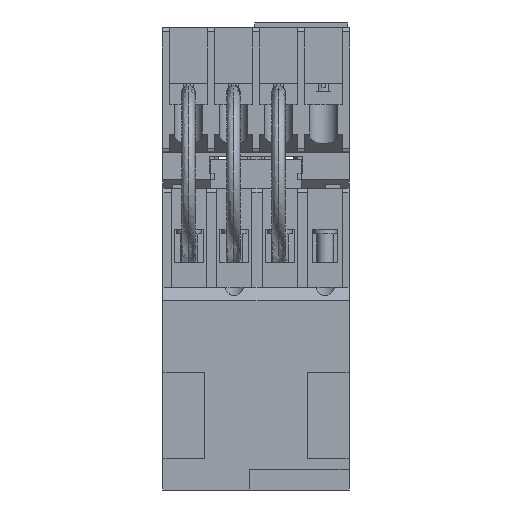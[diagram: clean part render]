
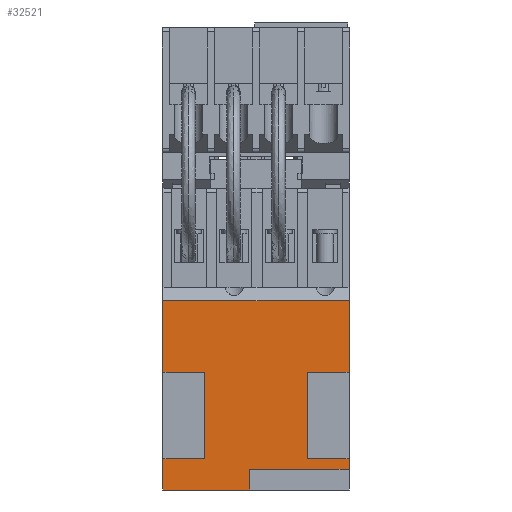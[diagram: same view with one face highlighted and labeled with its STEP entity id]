
A CAD part, front view. The second image highlights one B-rep face of the part: STEP entity #32521.
In plain terms, the highlighted face is planar.
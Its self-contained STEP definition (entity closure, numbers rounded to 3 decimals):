
#486 = ORIENTED_EDGE ( 'NONE', *, *, #17978, .F. ) ;
#507 = ORIENTED_EDGE ( 'NONE', *, *, #14787, .T. ) ;
#557 = EDGE_CURVE ( 'NONE', #13922, #13567, #19462, .T. ) ;
#571 = VERTEX_POINT ( 'NONE', #37742 ) ;
#1437 = LINE ( 'NONE', #26234, #30441 ) ;
#1505 = CARTESIAN_POINT ( 'NONE',  ( 1.5, 34., -13. ) ) ;
#1559 = DIRECTION ( 'NONE',  ( 0., 0., 1. ) ) ;
#1643 = VERTEX_POINT ( 'NONE', #3459 ) ;
#1972 = LINE ( 'NONE', #26020, #14135 ) ;
#2287 = LINE ( 'NONE', #25692, #25202 ) ;
#3050 = VECTOR ( 'NONE', #12914, 1000. ) ;
#3242 = ORIENTED_EDGE ( 'NONE', *, *, #17582, .T. ) ;
#3459 = CARTESIAN_POINT ( 'NONE',  ( -22.5, 34., 5. ) ) ;
#3696 = LINE ( 'NONE', #6035, #26148 ) ;
#4331 = ORIENTED_EDGE ( 'NONE', *, *, #35479, .F. ) ;
#4602 = CARTESIAN_POINT ( 'NONE',  ( -22.5, 34., 7.5 ) ) ;
#5203 = LINE ( 'NONE', #35493, #9892 ) ;
#5242 = CARTESIAN_POINT ( 'NONE',  ( 22.5, 34., 80. ) ) ;
#5481 = CARTESIAN_POINT ( 'NONE',  ( 1.5, 34., -13. ) ) ;
#5665 = ORIENTED_EDGE ( 'NONE', *, *, #17288, .F. ) ;
#5680 = ORIENTED_EDGE ( 'NONE', *, *, #35786, .T. ) ;
#6035 = CARTESIAN_POINT ( 'NONE',  ( 0., 34., 0. ) ) ;
#7029 = CARTESIAN_POINT ( 'NONE',  ( -12.5, 34., 28.5 ) ) ;
#7497 = VERTEX_POINT ( 'NONE', #21292 ) ;
#7574 = DIRECTION ( 'NONE',  ( 1., 0., 0. ) ) ;
#7746 = EDGE_CURVE ( 'NONE', #1643, #38300, #13099, .T. ) ;
#7790 = DIRECTION ( 'NONE',  ( 0., 0., 1. ) ) ;
#7900 = CARTESIAN_POINT ( 'NONE',  ( -1.5, 34., 5. ) ) ;
#7975 = VERTEX_POINT ( 'NONE', #26516 ) ;
#8100 = DIRECTION ( 'NONE',  ( 0., -1., 0. ) ) ;
#8126 = CARTESIAN_POINT ( 'NONE',  ( -12.5, 34., 7.5 ) ) ;
#8188 = VERTEX_POINT ( 'NONE', #7029 ) ;
#8459 = EDGE_CURVE ( 'NONE', #24058, #34130, #2287, .T. ) ;
#8469 = VERTEX_POINT ( 'NONE', #16901 ) ;
#8815 = VERTEX_POINT ( 'NONE', #31417 ) ;
#9002 = LINE ( 'NONE', #25720, #21102 ) ;
#9799 = CARTESIAN_POINT ( 'NONE',  ( 1.5, 34., 5. ) ) ;
#9892 = VECTOR ( 'NONE', #38510, 1000. ) ;
#10039 = VERTEX_POINT ( 'NONE', #7900 ) ;
#10585 = CARTESIAN_POINT ( 'NONE',  ( -22.5, 34., 45.75 ) ) ;
#10949 = CARTESIAN_POINT ( 'NONE',  ( -12.5, 34., -13. ) ) ;
#10991 = LINE ( 'NONE', #16281, #3050 ) ;
#11133 = EDGE_CURVE ( 'NONE', #24010, #38300, #10991, .T. ) ;
#11169 = LINE ( 'NONE', #25734, #19078 ) ;
#11253 = CARTESIAN_POINT ( 'NONE',  ( -22.5, 34., 28.5 ) ) ;
#11403 = ORIENTED_EDGE ( 'NONE', *, *, #8459, .T. ) ;
#11522 = DIRECTION ( 'NONE',  ( 0., 0., 1. ) ) ;
#12914 = DIRECTION ( 'NONE',  ( -1., 0., 0. ) ) ;
#13099 = LINE ( 'NONE', #18797, #34590 ) ;
#13272 = AXIS2_PLACEMENT_3D ( 'NONE', #5481, #8100, #20207 ) ;
#13475 = EDGE_CURVE ( 'NONE', #10039, #16490, #36020, .T. ) ;
#13548 = ORIENTED_EDGE ( 'NONE', *, *, #29513, .T. ) ;
#13567 = VERTEX_POINT ( 'NONE', #24134 ) ;
#13922 = VERTEX_POINT ( 'NONE', #29066 ) ;
#14135 = VECTOR ( 'NONE', #21533, 1000. ) ;
#14643 = DIRECTION ( 'NONE',  ( -1., 0., 0. ) ) ;
#14787 = EDGE_CURVE ( 'NONE', #8469, #16490, #27490, .T. ) ;
#15162 = FACE_OUTER_BOUND ( 'NONE', #26481, .T. ) ;
#15904 = VECTOR ( 'NONE', #26630, 1000. ) ;
#16278 = CARTESIAN_POINT ( 'NONE',  ( 1.5, 34., 7.5 ) ) ;
#16281 = CARTESIAN_POINT ( 'NONE',  ( -12.5, 34., 7.5 ) ) ;
#16379 = ORIENTED_EDGE ( 'NONE', *, *, #27500, .T. ) ;
#16490 = VERTEX_POINT ( 'NONE', #9799 ) ;
#16901 = CARTESIAN_POINT ( 'NONE',  ( 1.5, 34., 0. ) ) ;
#17062 = VECTOR ( 'NONE', #31459, 1000. ) ;
#17288 = EDGE_CURVE ( 'NONE', #8815, #7497, #1972, .T. ) ;
#17582 = EDGE_CURVE ( 'NONE', #34130, #571, #9002, .T. ) ;
#17978 = EDGE_CURVE ( 'NONE', #7975, #8815, #1437, .T. ) ;
#18797 = CARTESIAN_POINT ( 'NONE',  ( -22.5, 34., -13. ) ) ;
#18926 = LINE ( 'NONE', #16278, #17062 ) ;
#19078 = VECTOR ( 'NONE', #22830, 1000. ) ;
#19462 = LINE ( 'NONE', #5242, #28382 ) ;
#19998 = VECTOR ( 'NONE', #22134, 1000. ) ;
#20192 = DIRECTION ( 'NONE',  ( 0., 0., 1. ) ) ;
#20207 = DIRECTION ( 'NONE',  ( 0., 0., -1. ) ) ;
#21031 = ORIENTED_EDGE ( 'NONE', *, *, #7746, .T. ) ;
#21102 = VECTOR ( 'NONE', #7574, 1000. ) ;
#21292 = CARTESIAN_POINT ( 'NONE',  ( 22.5, 34., 28.5 ) ) ;
#21533 = DIRECTION ( 'NONE',  ( 1., 0., 0. ) ) ;
#22134 = DIRECTION ( 'NONE',  ( 0., 0., 1. ) ) ;
#22830 = DIRECTION ( 'NONE',  ( -1., 0., 0. ) ) ;
#23421 = LINE ( 'NONE', #10949, #34171 ) ;
#24010 = VERTEX_POINT ( 'NONE', #8126 ) ;
#24058 = VERTEX_POINT ( 'NONE', #11253 ) ;
#24134 = CARTESIAN_POINT ( 'NONE',  ( 22.5, 34., 7.5 ) ) ;
#25202 = VECTOR ( 'NONE', #7790, 1000. ) ;
#25692 = CARTESIAN_POINT ( 'NONE',  ( -22.5, 34., -13. ) ) ;
#25720 = CARTESIAN_POINT ( 'NONE',  ( 1.5, 34., 45.75 ) ) ;
#25734 = CARTESIAN_POINT ( 'NONE',  ( 1.5, 34., 28.5 ) ) ;
#26020 = CARTESIAN_POINT ( 'NONE',  ( 12.5, 34., 28.5 ) ) ;
#26023 = EDGE_CURVE ( 'NONE', #8188, #24010, #23421, .T. ) ;
#26148 = VECTOR ( 'NONE', #14643, 1000. ) ;
#26234 = CARTESIAN_POINT ( 'NONE',  ( 12.5, 34., 0. ) ) ;
#26481 = EDGE_LOOP ( 'NONE', ( #11403, #3242, #33105, #5665, #486, #13548, #29740, #5680, #507, #36118, #4331, #21031, #29984, #29855, #16379 ) ) ;
#26516 = CARTESIAN_POINT ( 'NONE',  ( 12.5, 34., 7.5 ) ) ;
#26598 = VECTOR ( 'NONE', #28243, 1000. ) ;
#26630 = DIRECTION ( 'NONE',  ( 1., 0., 0. ) ) ;
#27490 = LINE ( 'NONE', #1505, #19998 ) ;
#27500 = EDGE_CURVE ( 'NONE', #8188, #24058, #11169, .T. ) ;
#28243 = DIRECTION ( 'NONE',  ( 1., 0., 0. ) ) ;
#28382 = VECTOR ( 'NONE', #11522, 1000. ) ;
#29066 = CARTESIAN_POINT ( 'NONE',  ( 22.5, 34., 0. ) ) ;
#29513 = EDGE_CURVE ( 'NONE', #7975, #13567, #18926, .T. ) ;
#29740 = ORIENTED_EDGE ( 'NONE', *, *, #557, .F. ) ;
#29855 = ORIENTED_EDGE ( 'NONE', *, *, #26023, .F. ) ;
#29984 = ORIENTED_EDGE ( 'NONE', *, *, #11133, .F. ) ;
#30441 = VECTOR ( 'NONE', #20192, 1000. ) ;
#31120 = CARTESIAN_POINT ( 'NONE',  ( -1.5, 34., 5. ) ) ;
#31417 = CARTESIAN_POINT ( 'NONE',  ( 12.5, 34., 28.5 ) ) ;
#31459 = DIRECTION ( 'NONE',  ( 1., 0., 0. ) ) ;
#32521 = ADVANCED_FACE ( 'NONE', ( #15162 ), #34846, .F. ) ;
#33105 = ORIENTED_EDGE ( 'NONE', *, *, #34360, .F. ) ;
#33149 = LINE ( 'NONE', #31120, #26598 ) ;
#34130 = VERTEX_POINT ( 'NONE', #10585 ) ;
#34171 = VECTOR ( 'NONE', #37813, 1000. ) ;
#34360 = EDGE_CURVE ( 'NONE', #7497, #571, #5203, .T. ) ;
#34590 = VECTOR ( 'NONE', #1559, 1000. ) ;
#34846 = PLANE ( 'NONE',  #13272 ) ;
#35479 = EDGE_CURVE ( 'NONE', #1643, #10039, #33149, .T. ) ;
#35493 = CARTESIAN_POINT ( 'NONE',  ( 22.5, 34., 80. ) ) ;
#35786 = EDGE_CURVE ( 'NONE', #13922, #8469, #3696, .T. ) ;
#36020 = LINE ( 'NONE', #38240, #15904 ) ;
#36118 = ORIENTED_EDGE ( 'NONE', *, *, #13475, .F. ) ;
#37742 = CARTESIAN_POINT ( 'NONE',  ( 22.5, 34., 45.75 ) ) ;
#37813 = DIRECTION ( 'NONE',  ( 0., 0., -1. ) ) ;
#38240 = CARTESIAN_POINT ( 'NONE',  ( 0., 34., 5. ) ) ;
#38300 = VERTEX_POINT ( 'NONE', #4602 ) ;
#38510 = DIRECTION ( 'NONE',  ( 0., 0., 1. ) ) ;
